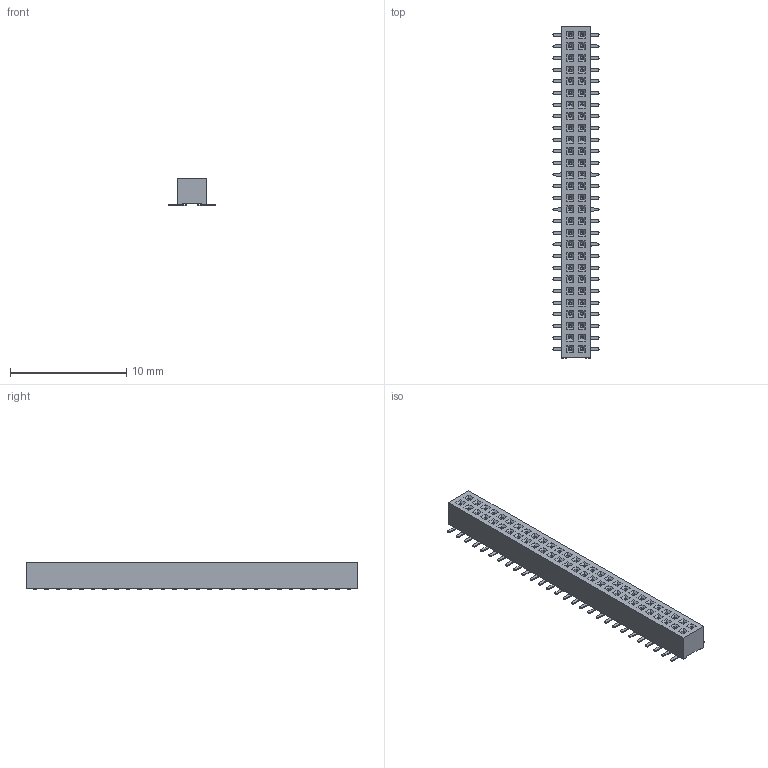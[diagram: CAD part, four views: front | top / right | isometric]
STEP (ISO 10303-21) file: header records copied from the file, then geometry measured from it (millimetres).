
FILE_DESCRIPTION(/* description */ ('model of PinSocket_2x28_P1.00mm_Vertical_SMD'),/* implementation_level */ '2;1');
FILE_NAME(/* name */ 'PinSocket_2x28_P1.00mm_Vertical_SMD.step',/* time_stamp */ '2017-11-27T03:35:24',/* author */ ('Terje Io','https://github.com/terjeio'),/* organization */ ('FreeCAD'),/* preprocessor_version */ 'OCC',/* originating_system */ 'kicad StepUp',/* authorisation */ '');
FILE_SCHEMA(('AUTOMOTIVE_DESIGN_CC2 { 1 2 10303 214 -1 1 5 4 }'));
Length unit declared in the file: millimetre
Products named in the file (1): PinSocket_2x28_P100mm_Vertical_SMD
Bounding box: 3.95 x 28.5 x 2.4 mm (x, y, z)
Volume: 148.5 mm3; surface area: 480.7 mm2
Topology: 1 solids, 1 shells, 1970 faces, 4952 edges, 3152 vertices
Faces by surface type: plane 1802, cylinder 168
Entity records: 37739 total; most frequent: ORIENTED_EDGE 8100, EDGE_CURVE 4952, CARTESIAN_POINT 4777, LINE 4390, VERTEX_POINT 3152, FACE_BOUND 2138, EDGE_LOOP 2138, AXIS2_PLACEMENT_3D 1970
